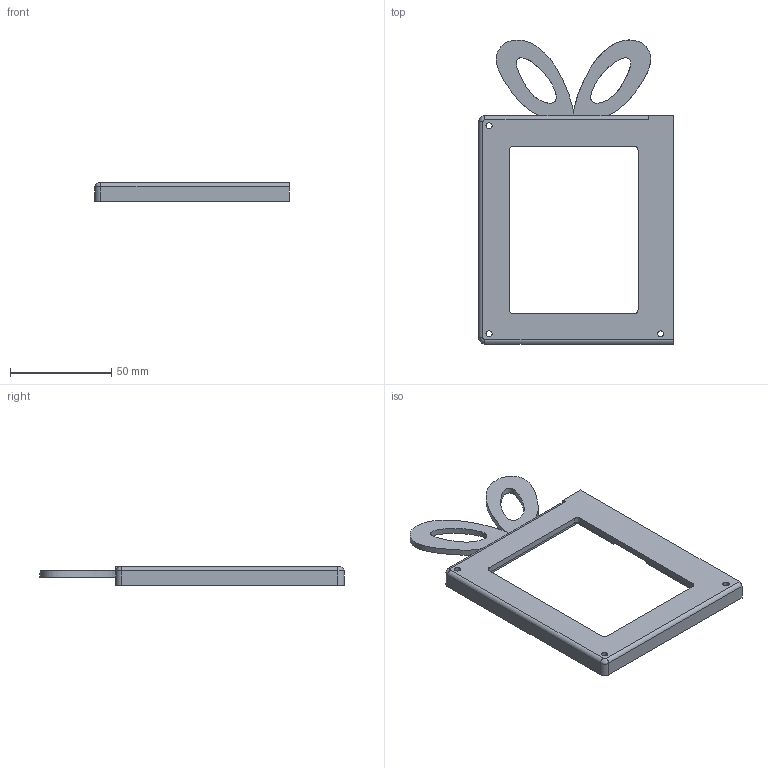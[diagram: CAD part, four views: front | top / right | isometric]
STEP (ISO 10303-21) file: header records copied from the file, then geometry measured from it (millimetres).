
FILE_DESCRIPTION(/* description */ (''),/* implementation_level */ '2;1');
FILE_NAME(/* name */ 'KB Top Case L1.step',/* time_stamp */ '2026-01-02T10:12:07+01:00',/* author */ (''),/* organization */ (''),/* preprocessor_version */ 'ST-DEVELOPER v20.1',/* originating_system */ 'Autodesk Translation Framework v14.21.0.0',/* authorisation */ '');
FILE_SCHEMA (('AUTOMOTIVE_DESIGN { 1 0 10303 214 3 1 1 }'));
Length unit declared in the file: millimetre
Products named in the file (1): 2026-01-01-16-58-26-849
Bounding box: 95.72 x 149.86 x 9 mm (x, y, z)
Volume: 42405 mm3; surface area: 21122.7 mm2
Topology: 1 solids, 1 shells, 45 faces, 121 edges, 74 vertices
Faces by surface type: plane 23, cylinder 12, bspline 10
Full cylindrical faces by diameter (mm): 3 x3
Entity records: 1925 total; most frequent: CARTESIAN_POINT 801, ORIENTED_EDGE 242, DIRECTION 203, EDGE_CURVE 121, LINE 79, VECTOR 79, VERTEX_POINT 74, AXIS2_PLACEMENT_3D 62
